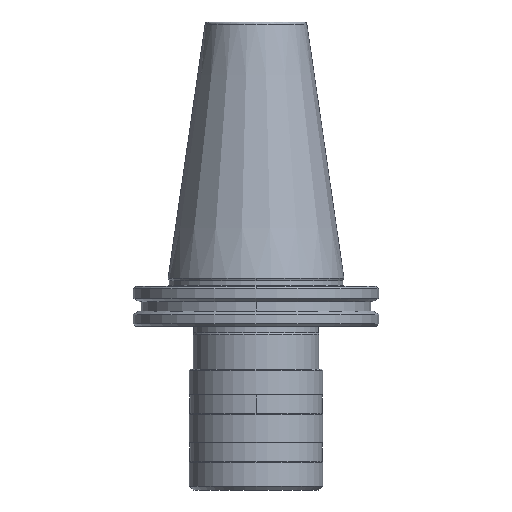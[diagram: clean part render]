
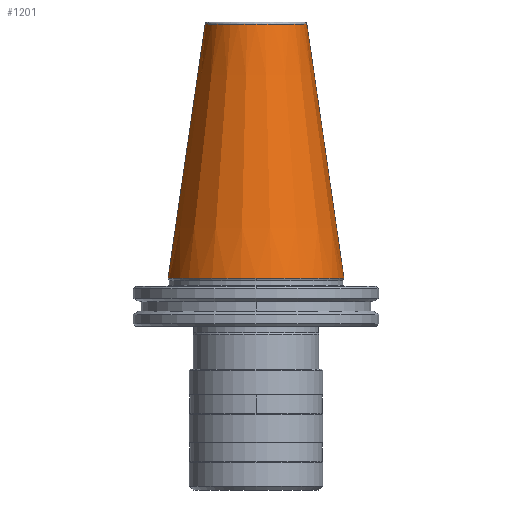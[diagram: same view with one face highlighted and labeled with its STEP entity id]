
A CAD part, front view. The second image highlights one B-rep face of the part: STEP entity #1201.
In plain terms, the highlighted conical face has half-angle 8.297 degrees and reference radius 34.925 mm.
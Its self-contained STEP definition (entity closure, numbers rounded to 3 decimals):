
#17 = VERTEX_POINT ( 'NONE', #1834 ) ;
#54 = VERTEX_POINT ( 'NONE', #1729 ) ;
#102 = ORIENTED_EDGE ( 'NONE', *, *, #172, .T. ) ;
#172 = EDGE_CURVE ( 'NONE', #896, #1098, #1208, .T. ) ;
#241 = CONICAL_SURFACE ( 'NONE', #1676, 34.925, 0.145 ) ;
#345 = AXIS2_PLACEMENT_3D ( 'NONE', #1775, #1766, #1762 ) ;
#403 = DIRECTION ( 'NONE',  ( -0.144, 0., -0.99 ) ) ;
#424 = CARTESIAN_POINT ( 'NONE',  ( -34.925, 0., 0. ) ) ;
#439 = ORIENTED_EDGE ( 'NONE', *, *, #1394, .F. ) ;
#445 = LINE ( 'NONE', #684, #632 ) ;
#458 = ORIENTED_EDGE ( 'NONE', *, *, #1418, .T. ) ;
#464 = ORIENTED_EDGE ( 'NONE', *, *, #688, .T. ) ;
#557 = DIRECTION ( 'NONE',  ( -1., 0., 0. ) ) ;
#559 = DIRECTION ( 'NONE',  ( 0., 0., 1. ) ) ;
#565 = CARTESIAN_POINT ( 'NONE',  ( 0., 0., 0. ) ) ;
#605 = DIRECTION ( 'NONE',  ( 0., 0., -1. ) ) ;
#618 = DIRECTION ( 'NONE',  ( 0.144, 0., -0.99 ) ) ;
#632 = VECTOR ( 'NONE', #618, 1000. ) ;
#684 = CARTESIAN_POINT ( 'NONE',  ( 34.925, 0., 0. ) ) ;
#688 = EDGE_CURVE ( 'NONE', #1098, #1221, #908, .T. ) ;
#783 = CARTESIAN_POINT ( 'NONE',  ( -20.211, 0., 100.894 ) ) ;
#885 = VECTOR ( 'NONE', #403, 1000. ) ;
#896 = VERTEX_POINT ( 'NONE', #1650 ) ;
#908 = LINE ( 'NONE', #424, #885 ) ;
#910 = CIRCLE ( 'NONE', #1382, 34.925 ) ;
#958 = EDGE_LOOP ( 'NONE', ( #439, #102, #464, #458, #1617 ) ) ;
#1013 = CIRCLE ( 'NONE', #345, 34.925 ) ;
#1025 = CARTESIAN_POINT ( 'NONE',  ( 0., 0., 0. ) ) ;
#1098 = VERTEX_POINT ( 'NONE', #783 ) ;
#1193 = CARTESIAN_POINT ( 'NONE',  ( -34.925, 0., 0. ) ) ;
#1201 = ADVANCED_FACE ( 'NONE', ( #1345 ), #241, .T. ) ;
#1208 = CIRCLE ( 'NONE', #1661, 20.211 ) ;
#1216 = DIRECTION ( 'NONE',  ( -1., 0., 0. ) ) ;
#1221 = VERTEX_POINT ( 'NONE', #1193 ) ;
#1345 = FACE_OUTER_BOUND ( 'NONE', #958, .T. ) ;
#1382 = AXIS2_PLACEMENT_3D ( 'NONE', #565, #559, #557 ) ;
#1394 = EDGE_CURVE ( 'NONE', #896, #17, #445, .T. ) ;
#1418 = EDGE_CURVE ( 'NONE', #1221, #54, #910, .T. ) ;
#1420 = DIRECTION ( 'NONE',  ( -1., 0., 0. ) ) ;
#1423 = DIRECTION ( 'NONE',  ( 0., 0., -1. ) ) ;
#1426 = CARTESIAN_POINT ( 'NONE',  ( 0., 0., 100.894 ) ) ;
#1617 = ORIENTED_EDGE ( 'NONE', *, *, #2000, .T. ) ;
#1650 = CARTESIAN_POINT ( 'NONE',  ( 20.211, 0., 100.894 ) ) ;
#1661 = AXIS2_PLACEMENT_3D ( 'NONE', #1426, #1423, #1420 ) ;
#1676 = AXIS2_PLACEMENT_3D ( 'NONE', #1025, #605, #1216 ) ;
#1729 = CARTESIAN_POINT ( 'NONE',  ( 0., -34.925, 0. ) ) ;
#1762 = DIRECTION ( 'NONE',  ( -1., 0., 0. ) ) ;
#1766 = DIRECTION ( 'NONE',  ( 0., 0., 1. ) ) ;
#1775 = CARTESIAN_POINT ( 'NONE',  ( 0., 0., 0. ) ) ;
#1834 = CARTESIAN_POINT ( 'NONE',  ( 34.925, 0., 0. ) ) ;
#2000 = EDGE_CURVE ( 'NONE', #54, #17, #1013, .T. ) ;
